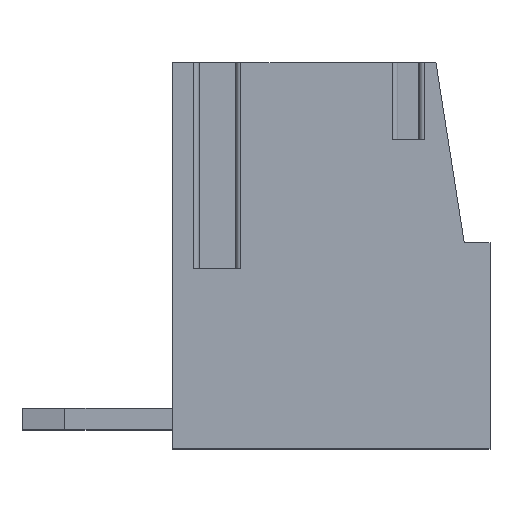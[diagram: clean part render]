
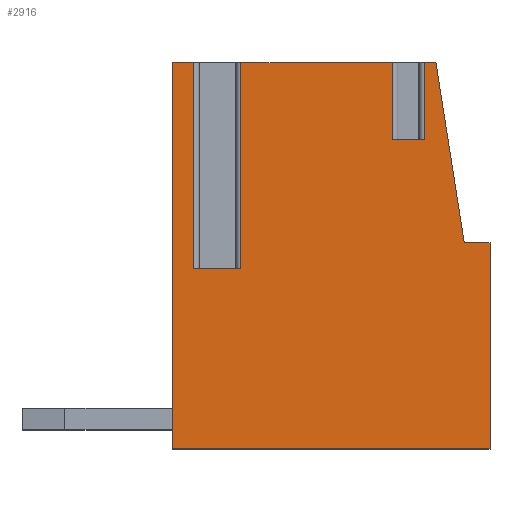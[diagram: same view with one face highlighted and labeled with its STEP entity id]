
A CAD part, top view. The second image highlights one B-rep face of the part: STEP entity #2916.
In plain terms, the highlighted planar face has unit normal (0, 0, 1).
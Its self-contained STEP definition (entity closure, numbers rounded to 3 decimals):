
#908=DIRECTION('',(0.,1.,0.));
#909=VECTOR('',#908,1.8);
#910=CARTESIAN_POINT('',(1.436,2.4,1.75));
#911=LINE('',#910,#909);
#912=DIRECTION('',(0.,1.,0.));
#913=VECTOR('',#912,1.8);
#914=CARTESIAN_POINT('',(2.164,2.4,1.75));
#915=LINE('',#914,#913);
#916=DIRECTION('',(-1.,0.,0.));
#917=VECTOR('',#916,0.276);
#918=CARTESIAN_POINT('',(2.44,4.2,1.75));
#919=LINE('',#918,#917);
#920=DIRECTION('',(-0.155,0.988,0.));
#921=VECTOR('',#920,4.252);
#922=CARTESIAN_POINT('',(3.1,0.,1.75));
#923=LINE('',#922,#921);
#924=DIRECTION('',(-1.,0.,0.));
#925=VECTOR('',#924,0.6);
#926=CARTESIAN_POINT('',(3.7,0.,1.75));
#927=LINE('',#926,#925);
#928=DIRECTION('',(0.,1.,0.));
#929=VECTOR('',#928,4.8);
#930=CARTESIAN_POINT('',(3.7,-4.8,1.75));
#931=LINE('',#930,#929);
#932=DIRECTION('',(1.,0.,0.));
#933=VECTOR('',#932,7.4);
#934=CARTESIAN_POINT('',(-3.7,-4.8,1.75));
#935=LINE('',#934,#933);
#936=DIRECTION('',(0.,-1.,0.));
#937=VECTOR('',#936,9.);
#938=CARTESIAN_POINT('',(-3.7,4.2,1.75));
#939=LINE('',#938,#937);
#940=DIRECTION('',(-1.,0.,0.));
#941=VECTOR('',#940,0.504);
#942=CARTESIAN_POINT('',(-3.196,4.2,1.75));
#943=LINE('',#942,#941);
#944=DIRECTION('',(0.,1.,0.));
#945=VECTOR('',#944,4.8);
#946=CARTESIAN_POINT('',(-3.196,-0.6,1.75));
#947=LINE('',#946,#945);
#948=DIRECTION('',(-1.,0.,0.));
#949=VECTOR('',#948,1.093);
#950=CARTESIAN_POINT('',(-2.104,-0.6,1.75));
#951=LINE('',#950,#949);
#952=DIRECTION('',(0.,1.,0.));
#953=VECTOR('',#952,4.8);
#954=CARTESIAN_POINT('',(-2.104,-0.6,1.75));
#955=LINE('',#954,#953);
#956=DIRECTION('',(-1.,0.,0.));
#957=VECTOR('',#956,3.54);
#958=CARTESIAN_POINT('',(1.436,4.2,1.75));
#959=LINE('',#958,#957);
#969=DIRECTION('',(1.,0.,0.));
#970=VECTOR('',#969,0.728);
#971=CARTESIAN_POINT('',(1.436,2.4,1.75));
#972=LINE('',#971,#970);
#1291=CARTESIAN_POINT('',(3.7,0.,1.75));
#1292=CARTESIAN_POINT('',(3.1,0.,1.75));
#1293=VERTEX_POINT('',#1291);
#1294=VERTEX_POINT('',#1292);
#1295=CARTESIAN_POINT('',(2.44,4.2,1.75));
#1296=VERTEX_POINT('',#1295);
#1297=CARTESIAN_POINT('',(-3.7,4.2,1.75));
#1298=CARTESIAN_POINT('',(-3.7,-4.8,1.75));
#1299=VERTEX_POINT('',#1297);
#1300=VERTEX_POINT('',#1298);
#1301=CARTESIAN_POINT('',(3.7,-4.8,1.75));
#1302=VERTEX_POINT('',#1301);
#1335=CARTESIAN_POINT('',(-2.104,-0.6,1.75));
#1336=CARTESIAN_POINT('',(-3.196,-0.6,1.75));
#1337=VERTEX_POINT('',#1335);
#1338=VERTEX_POINT('',#1336);
#1339=CARTESIAN_POINT('',(-3.196,4.2,1.75));
#1340=VERTEX_POINT('',#1339);
#1341=CARTESIAN_POINT('',(-2.104,4.2,1.75));
#1342=VERTEX_POINT('',#1341);
#1347=CARTESIAN_POINT('',(1.436,4.2,1.75));
#1348=VERTEX_POINT('',#1347);
#1350=CARTESIAN_POINT('',(2.164,4.2,1.75));
#1352=VERTEX_POINT('',#1350);
#1415=CARTESIAN_POINT('',(1.436,2.4,1.75));
#1416=VERTEX_POINT('',#1415);
#1418=CARTESIAN_POINT('',(2.164,2.4,1.75));
#1420=VERTEX_POINT('',#1418);
#2885=CARTESIAN_POINT('',(0.,0.,1.75));
#2886=DIRECTION('',(0.,0.,1.));
#2887=DIRECTION('',(1.,0.,0.));
#2888=AXIS2_PLACEMENT_3D('',#2885,#2886,#2887);
#2889=PLANE('',#2888);
#2891=ORIENTED_EDGE('',*,*,#2890,.F.);
#2893=ORIENTED_EDGE('',*,*,#2892,.T.);
#2895=ORIENTED_EDGE('',*,*,#2894,.T.);
#2896=ORIENTED_EDGE('',*,*,#1782,.F.);
#2898=ORIENTED_EDGE('',*,*,#2897,.F.);
#2900=ORIENTED_EDGE('',*,*,#2899,.F.);
#2902=ORIENTED_EDGE('',*,*,#2901,.F.);
#2904=ORIENTED_EDGE('',*,*,#2903,.F.);
#2905=ORIENTED_EDGE('',*,*,#2457,.F.);
#2906=ORIENTED_EDGE('',*,*,#1806,.F.);
#2908=ORIENTED_EDGE('',*,*,#2907,.F.);
#2910=ORIENTED_EDGE('',*,*,#2909,.F.);
#2912=ORIENTED_EDGE('',*,*,#2911,.T.);
#2913=ORIENTED_EDGE('',*,*,#1794,.F.);
#2914=EDGE_LOOP('',(#2891,#2893,#2895,#2896,#2898,#2900,#2902,#2904,#2905,#2906,
#2908,#2910,#2912,#2913));
#2915=FACE_OUTER_BOUND('',#2914,.F.);
#1782=EDGE_CURVE('',#1296,#1352,#919,.T.);
#1794=EDGE_CURVE('',#1348,#1342,#959,.T.);
#1806=EDGE_CURVE('',#1340,#1299,#943,.T.);
#2457=EDGE_CURVE('',#1299,#1300,#939,.T.);
#2890=EDGE_CURVE('',#1416,#1348,#911,.T.);
#2892=EDGE_CURVE('',#1416,#1420,#972,.T.);
#2894=EDGE_CURVE('',#1420,#1352,#915,.T.);
#2897=EDGE_CURVE('',#1294,#1296,#923,.T.);
#2899=EDGE_CURVE('',#1293,#1294,#927,.T.);
#2901=EDGE_CURVE('',#1302,#1293,#931,.T.);
#2903=EDGE_CURVE('',#1300,#1302,#935,.T.);
#2907=EDGE_CURVE('',#1338,#1340,#947,.T.);
#2909=EDGE_CURVE('',#1337,#1338,#951,.T.);
#2911=EDGE_CURVE('',#1337,#1342,#955,.T.);
#2916=ADVANCED_FACE('',(#2915),#2889,.T.);
